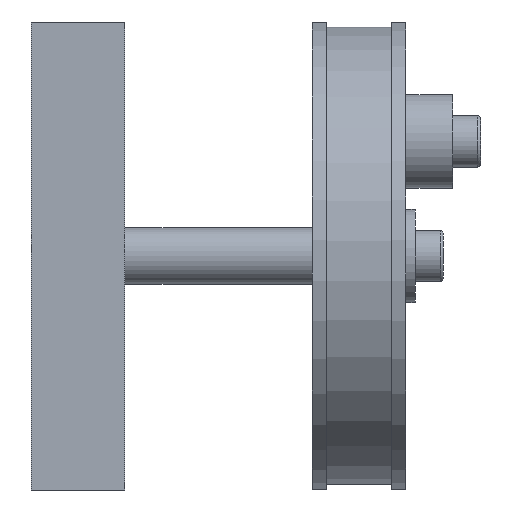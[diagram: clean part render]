
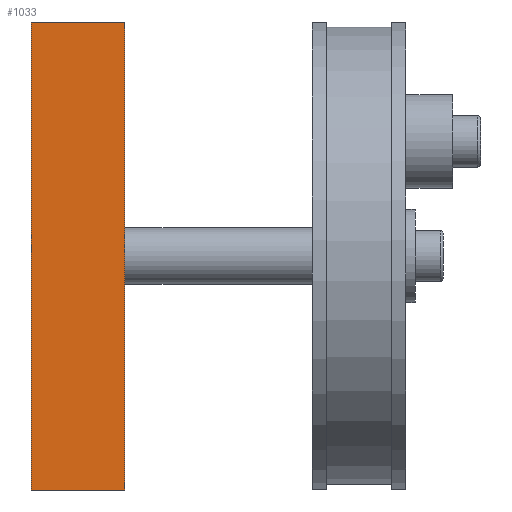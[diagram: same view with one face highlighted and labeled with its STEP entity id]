
A CAD part, left-side view. The second image highlights one B-rep face of the part: STEP entity #1033.
In plain terms, the highlighted planar face has unit normal (-1, 0, 0).
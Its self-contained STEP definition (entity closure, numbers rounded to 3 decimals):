
#101=LINE('',#1620,#161);
#102=LINE('',#1623,#162);
#103=LINE('',#1625,#163);
#104=LINE('',#1626,#164);
#161=VECTOR('',#1281,10.);
#162=VECTOR('',#1284,50.);
#163=VECTOR('',#1285,50.);
#164=VECTOR('',#1286,10.);
#301=FACE_OUTER_BOUND('',#376,.T.);
#376=EDGE_LOOP('',(#769,#770,#771,#772));
#549=VERTEX_POINT('',#1616);
#550=VERTEX_POINT('',#1618);
#551=VERTEX_POINT('',#1622);
#552=VERTEX_POINT('',#1624);
#644=EDGE_CURVE('',#549,#550,#101,.T.);
#645=EDGE_CURVE('',#551,#549,#102,.T.);
#646=EDGE_CURVE('',#552,#550,#103,.T.);
#647=EDGE_CURVE('',#551,#552,#104,.T.);
#769=ORIENTED_EDGE('',*,*,#645,.T.);
#770=ORIENTED_EDGE('',*,*,#644,.T.);
#771=ORIENTED_EDGE('',*,*,#646,.F.);
#772=ORIENTED_EDGE('',*,*,#647,.F.);
#991=PLANE('',#1117);
#1033=ADVANCED_FACE('',(#301),#991,.T.);
#1117=AXIS2_PLACEMENT_3D('',#1621,#1282,#1283);
#1281=DIRECTION('',(0.,1.,0.));
#1282=DIRECTION('center_axis',(-1.,0.,0.));
#1283=DIRECTION('ref_axis',(0.,0.,1.));
#1284=DIRECTION('',(0.,0.,1.));
#1285=DIRECTION('',(0.,0.,1.));
#1286=DIRECTION('',(0.,1.,0.));
#1616=CARTESIAN_POINT('',(-100.,0.,25.));
#1618=CARTESIAN_POINT('',(-100.,10.,25.));
#1620=CARTESIAN_POINT('',(-100.,0.,25.));
#1621=CARTESIAN_POINT('Origin',(-100.,0.,-25.));
#1622=CARTESIAN_POINT('',(-100.,0.,-25.));
#1623=CARTESIAN_POINT('',(-100.,0.,-25.));
#1624=CARTESIAN_POINT('',(-100.,10.,-25.));
#1625=CARTESIAN_POINT('',(-100.,10.,-25.));
#1626=CARTESIAN_POINT('',(-100.,0.,-25.));
